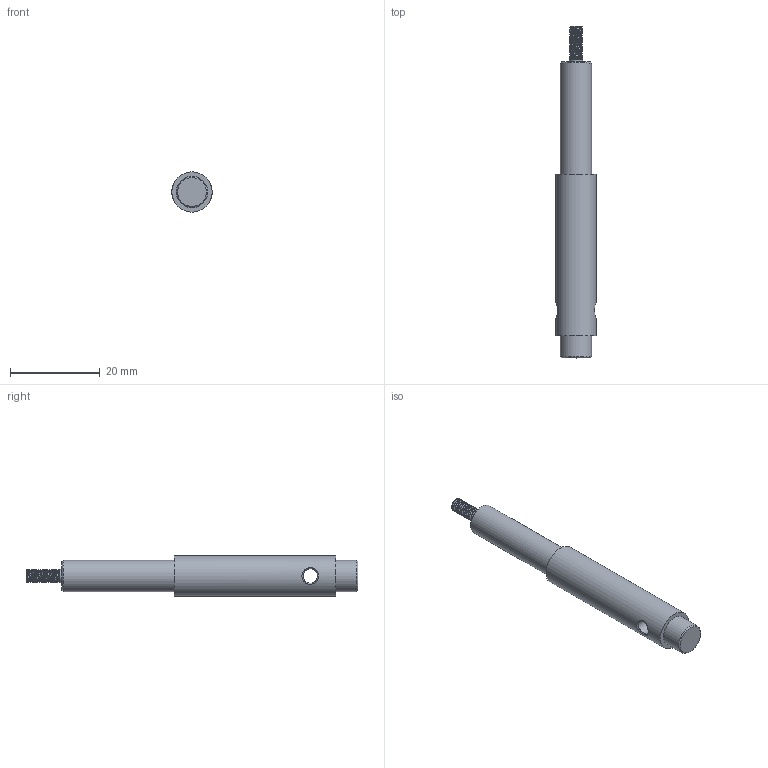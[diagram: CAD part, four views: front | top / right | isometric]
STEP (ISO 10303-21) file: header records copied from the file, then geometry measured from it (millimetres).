
FILE_DESCRIPTION(/* description */ (''),/* implementation_level */ '2;1');
FILE_NAME(/* name */ 'Shaft2 v1.step',/* time_stamp */ '2022-03-26T17:30:20+11:00',/* author */ (''),/* organization */ (''),/* preprocessor_version */ 'ST-DEVELOPER v18.1',/* originating_system */ 'Autodesk Translation Framework v10.13.0.1454',/* authorisation */ '');
FILE_SCHEMA (('AUTOMOTIVE_DESIGN { 1 0 10303 214 3 1 1 }'));
Length unit declared in the file: millimetre
Products named in the file (1): Shaft2
Bounding box: 9 x 74 x 9 mm (x, y, z)
Volume: 3399.3 mm3; surface area: 2134 mm2
Topology: 4 solids, 4 shells, 51 faces, 130 edges, 86 vertices
Faces by surface type: cylinder 36, plane 9, bspline 4, cone 2
Full cylindrical faces by diameter (mm): 2.356 x4, 2.927 x10, 3.2 x1, 6.95 x2, 9 x1
Entity records: 3802 total; most frequent: CARTESIAN_POINT 2672, ORIENTED_EDGE 260, DIRECTION 168, EDGE_CURVE 130, VERTEX_POINT 86, B_SPLINE_CURVE_WITH_KNOTS 74, AXIS2_PLACEMENT_3D 64, EDGE_LOOP 52
